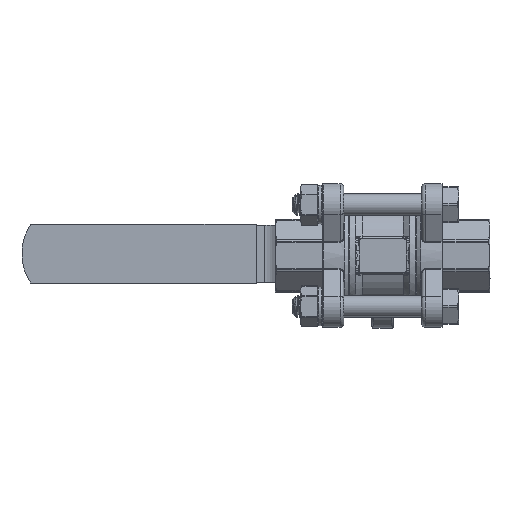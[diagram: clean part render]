
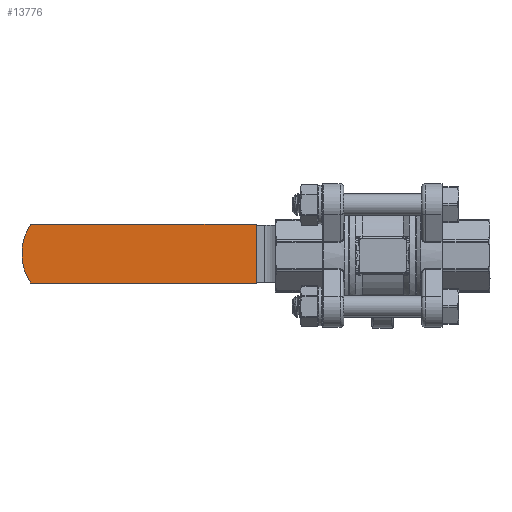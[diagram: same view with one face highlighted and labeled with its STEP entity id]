
A CAD part, front view. The second image highlights one B-rep face of the part: STEP entity #13776.
In plain terms, the highlighted planar face has unit normal (-0.001, -1, 0).
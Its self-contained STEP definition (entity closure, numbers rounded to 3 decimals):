
#13736=CARTESIAN_POINT('',(-35.365,48.708,0.546));
#13737=DIRECTION('',(0.001,1.,0.0));
#13738=DIRECTION('',(0.0,0.0,-1.0));
#13739=AXIS2_PLACEMENT_3D('',#13736,#13737,#13738);
#13740=PLANE('',#13739);
#13741=CARTESIAN_POINT('',(-35.365,48.708,8.796));
#13742=VERTEX_POINT('',#13741);
#13743=CARTESIAN_POINT('',(-35.365,48.708,-7.704));
#13744=VERTEX_POINT('',#13743);
#13745=CARTESIAN_POINT('',(-35.365,48.708,8.796));
#13746=DIRECTION('',(0.0,0.0,-1.0));
#13747=VECTOR('',#13746,16.5);
#13748=LINE('',#13745,#13747);
#13749=EDGE_CURVE('',#13742,#13744,#13748,.T.);
#13750=ORIENTED_EDGE('',*,*,#13749,.F.);
#13751=CARTESIAN_POINT('',(-98.365,48.789,8.796));
#13752=VERTEX_POINT('',#13751);
#13753=CARTESIAN_POINT('',(-98.365,48.789,8.796));
#13754=DIRECTION('',(1.,-0.001,0.0));
#13755=VECTOR('',#13754,63.);
#13756=LINE('',#13753,#13755);
#13757=EDGE_CURVE('',#13752,#13742,#13756,.T.);
#13758=ORIENTED_EDGE('',*,*,#13757,.F.);
#13759=CARTESIAN_POINT('',(-98.365,48.789,-7.704));
#13760=VERTEX_POINT('',#13759);
#13761=CARTESIAN_POINT('',(-85.837,48.773,0.546));
#13762=DIRECTION('',(0.001,1.,0.0));
#13763=DIRECTION('',(-0.835,0.001,-0.55));
#13764=AXIS2_PLACEMENT_3D('',#13761,#13762,#13763);
#13765=CIRCLE('',#13764,15.);
#13766=EDGE_CURVE('',#13760,#13752,#13765,.T.);
#13767=ORIENTED_EDGE('',*,*,#13766,.F.);
#13768=CARTESIAN_POINT('',(-35.365,48.708,-7.704));
#13769=DIRECTION('',(-1.,0.001,0.0));
#13770=VECTOR('',#13769,63.);
#13771=LINE('',#13768,#13770);
#13772=EDGE_CURVE('',#13744,#13760,#13771,.T.);
#13773=ORIENTED_EDGE('',*,*,#13772,.F.);
#13774=EDGE_LOOP('',(#13750,#13758,#13767,#13773));
#13775=FACE_OUTER_BOUND('',#13774,.T.);
#13776=ADVANCED_FACE('',(#13775),#13740,.F.);
